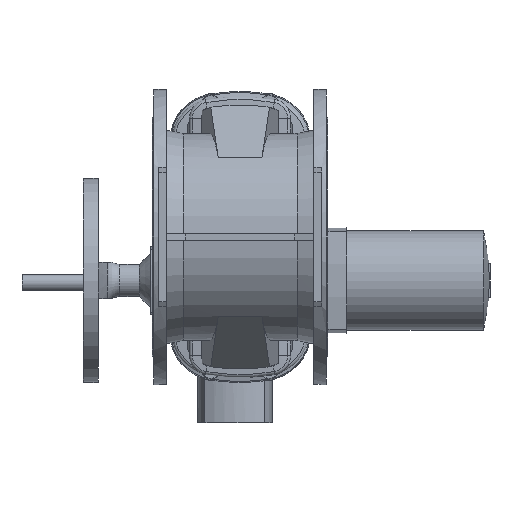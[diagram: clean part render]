
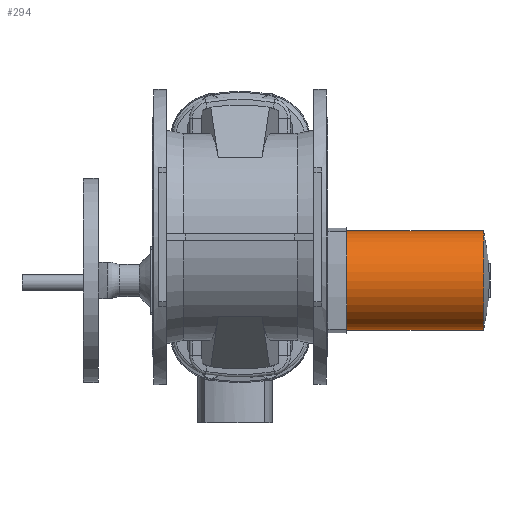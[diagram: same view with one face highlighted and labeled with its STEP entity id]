
A CAD part, front view. The second image highlights one B-rep face of the part: STEP entity #294.
In plain terms, the highlighted cylindrical face has radius 76.5 mm (diameter 153 mm), a full revolution.
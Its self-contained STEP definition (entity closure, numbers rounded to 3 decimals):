
#294 = ADVANCED_FACE ( 'NONE', ( #20026, #20029 ), #20031, .T. ) ;
#776 = EDGE_CURVE ( 'NONE', #7413, #7413, #8073, .T. ) ;
#1209 = EDGE_LOOP ( 'NONE', ( #16044 ) ) ;
#1962 = EDGE_CURVE ( 'NONE', #7446, #7446, #8651, .T. ) ;
#2712 = CARTESIAN_POINT ( 'NONE',  ( 164., 721., -67. ) ) ;
#2713 = DIRECTION ( 'NONE',  ( 1., 0., 0. ) ) ;
#2714 = DIRECTION ( 'NONE',  ( 0., 0., -1. ) ) ;
#7333 = AXIS2_PLACEMENT_3D ( 'NONE', #12363, #12364, #12365 ) ;
#7413 = VERTEX_POINT ( 'NONE', #12877 ) ;
#7446 = VERTEX_POINT ( 'NONE', #12908 ) ;
#7668 = AXIS2_PLACEMENT_3D ( 'NONE', #2712, #2713, #2714 ) ;
#8073 = CIRCLE ( 'NONE', #7333, 76.5 ) ;
#8651 = CIRCLE ( 'NONE', #7668, 76.5 ) ;
#12363 = CARTESIAN_POINT ( 'NONE',  ( 375., 721., -67. ) ) ;
#12364 = DIRECTION ( 'NONE',  ( 1., 0., 0. ) ) ;
#12365 = DIRECTION ( 'NONE',  ( 0., 0., -1. ) ) ;
#12877 = CARTESIAN_POINT ( 'NONE',  ( 375., 721., -143.5 ) ) ;
#12908 = CARTESIAN_POINT ( 'NONE',  ( 164., 721., -143.5 ) ) ;
#16044 = ORIENTED_EDGE ( 'NONE', *, *, #1962, .T. ) ;
#16063 = ORIENTED_EDGE ( 'NONE', *, *, #776, .F. ) ;
#16625 = AXIS2_PLACEMENT_3D ( 'NONE', #17629, #17630, #17624 ) ;
#17624 = DIRECTION ( 'NONE',  ( 0., 0., 1. ) ) ;
#17629 = CARTESIAN_POINT ( 'NONE',  ( 375., 721., -67. ) ) ;
#17630 = DIRECTION ( 'NONE',  ( -1., 0., 0. ) ) ;
#19776 = EDGE_LOOP ( 'NONE', ( #16063 ) ) ;
#20026 = FACE_OUTER_BOUND ( 'NONE', #19776, .T. ) ;
#20029 = FACE_OUTER_BOUND ( 'NONE', #1209, .T. ) ;
#20031 = CYLINDRICAL_SURFACE ( 'NONE', #16625, 76.5 ) ;
